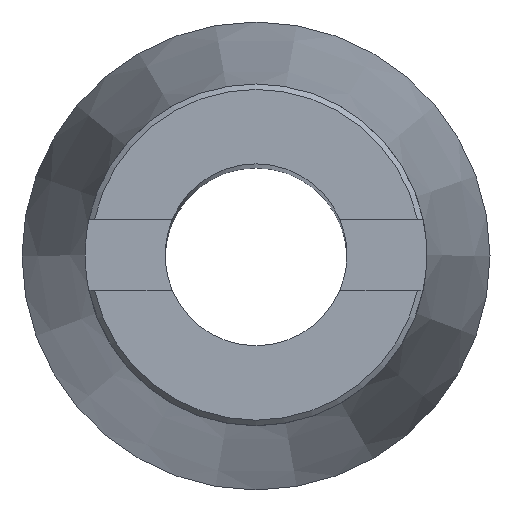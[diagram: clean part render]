
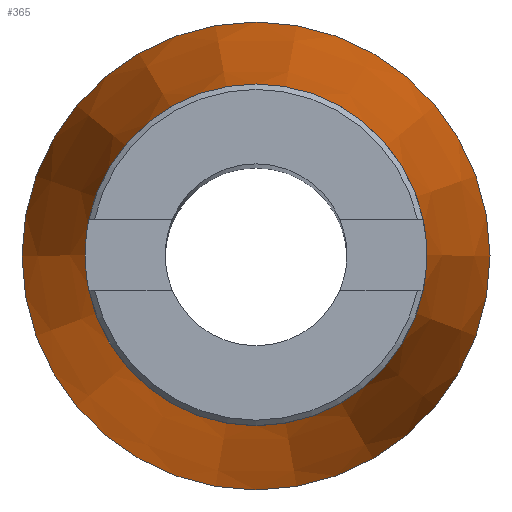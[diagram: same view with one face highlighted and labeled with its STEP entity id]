
A CAD part, top view. The second image highlights one B-rep face of the part: STEP entity #365.
In plain terms, the highlighted conical face has half-angle 7.648 degrees and reference radius 4.3 mm.
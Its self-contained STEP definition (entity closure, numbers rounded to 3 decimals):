
#20=CONICAL_SURFACE('',#417,4.3,0.133);
#41=CIRCLE('',#412,4.287);
#42=CIRCLE('',#413,4.287);
#45=CIRCLE('',#418,3.125);
#46=CIRCLE('',#419,3.125);
#64=FACE_OUTER_BOUND('',#86,.T.);
#86=EDGE_LOOP('',(#298,#299,#300,#301,#302,#303));
#118=LINE('',#642,#143);
#143=VECTOR('',#517,4.3);
#173=VERTEX_POINT('',#627);
#174=VERTEX_POINT('',#628);
#177=VERTEX_POINT('',#638);
#178=VERTEX_POINT('',#639);
#218=EDGE_CURVE('',#173,#174,#41,.T.);
#219=EDGE_CURVE('',#174,#173,#42,.T.);
#223=EDGE_CURVE('',#177,#178,#45,.T.);
#224=EDGE_CURVE('',#178,#177,#46,.T.);
#225=EDGE_CURVE('',#177,#174,#118,.T.);
#298=ORIENTED_EDGE('',*,*,#223,.T.);
#299=ORIENTED_EDGE('',*,*,#224,.T.);
#300=ORIENTED_EDGE('',*,*,#225,.T.);
#301=ORIENTED_EDGE('',*,*,#218,.F.);
#302=ORIENTED_EDGE('',*,*,#219,.F.);
#303=ORIENTED_EDGE('',*,*,#225,.F.);
#365=ADVANCED_FACE('',(#64),#20,.T.);
#412=AXIS2_PLACEMENT_3D('',#629,#500,#501);
#413=AXIS2_PLACEMENT_3D('',#630,#502,#503);
#417=AXIS2_PLACEMENT_3D('',#637,#511,#512);
#418=AXIS2_PLACEMENT_3D('',#640,#513,#514);
#419=AXIS2_PLACEMENT_3D('',#641,#515,#516);
#500=DIRECTION('center_axis',(0.,0.,-1.));
#501=DIRECTION('ref_axis',(1.,0.,0.));
#502=DIRECTION('center_axis',(0.,0.,-1.));
#503=DIRECTION('ref_axis',(1.,0.,0.));
#511=DIRECTION('center_axis',(0.,0.,-1.));
#512=DIRECTION('ref_axis',(-1.,0.,0.));
#513=DIRECTION('center_axis',(0.,0.,-1.));
#514=DIRECTION('ref_axis',(1.,0.,0.));
#515=DIRECTION('center_axis',(0.,0.,-1.));
#516=DIRECTION('ref_axis',(1.,0.,0.));
#517=DIRECTION('',(0.133,0.,-0.991));
#627=CARTESIAN_POINT('',(-4.287,0.,30.349));
#628=CARTESIAN_POINT('',(4.287,0.,30.349));
#629=CARTESIAN_POINT('Origin',(0.,0.,30.349));
#630=CARTESIAN_POINT('Origin',(0.,0.,30.349));
#637=CARTESIAN_POINT('Origin',(0.,0.,30.25));
#638=CARTESIAN_POINT('',(3.125,0.,39.));
#639=CARTESIAN_POINT('',(-3.125,0.,39.));
#640=CARTESIAN_POINT('Origin',(0.,0.,39.));
#641=CARTESIAN_POINT('Origin',(0.,0.,39.));
#642=CARTESIAN_POINT('',(4.3,0.,30.25));
